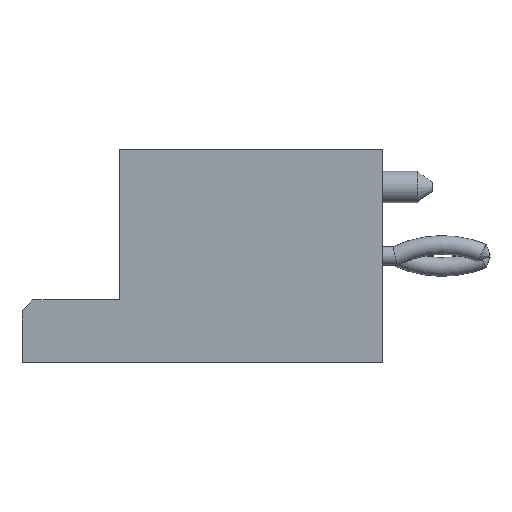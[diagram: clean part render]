
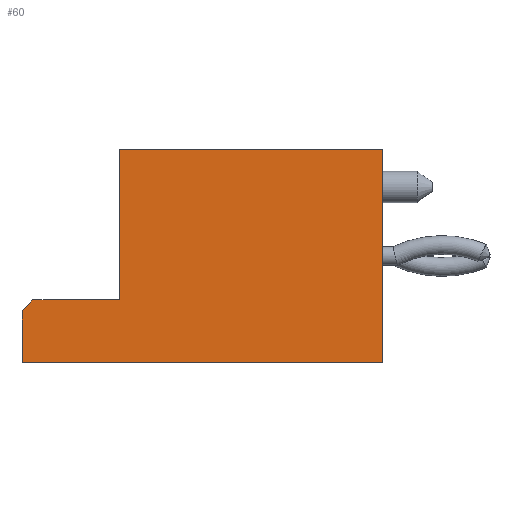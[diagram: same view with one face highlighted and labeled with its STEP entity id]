
A CAD part, left-side view. The second image highlights one B-rep face of the part: STEP entity #60.
In plain terms, the highlighted planar face has unit normal (-1, 0, 0).
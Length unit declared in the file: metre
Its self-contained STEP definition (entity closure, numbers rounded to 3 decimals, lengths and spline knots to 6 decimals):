
#60 = ADVANCED_FACE( '', ( #245 ), #246, .F. );
#245 = FACE_OUTER_BOUND( '', #741, .T. );
#246 = PLANE( '', #742 );
#741 = EDGE_LOOP( '', ( #1390, #1391, #1392, #1393, #1394, #1395, #1396 ) );
#742 = AXIS2_PLACEMENT_3D( '', #1397, #1398, #1399 );
#1390 = ORIENTED_EDGE( '', *, *, #2645, .F. );
#1391 = ORIENTED_EDGE( '', *, *, #2646, .F. );
#1392 = ORIENTED_EDGE( '', *, *, #2647, .F. );
#1393 = ORIENTED_EDGE( '', *, *, #2648, .F. );
#1394 = ORIENTED_EDGE( '', *, *, #2649, .F. );
#1395 = ORIENTED_EDGE( '', *, *, #2650, .F. );
#1396 = ORIENTED_EDGE( '', *, *, #2651, .F. );
#1397 = CARTESIAN_POINT( '', ( -0.0062, 0., 0. ) );
#1398 = DIRECTION( '', ( 1., 0., 0. ) );
#1399 = DIRECTION( '', ( 0., 1., 0. ) );
#2645 = EDGE_CURVE( '', #3108, #3109, #3110, .T. );
#2646 = EDGE_CURVE( '', #3111, #3108, #3112, .T. );
#2647 = EDGE_CURVE( '', #3113, #3111, #3114, .T. );
#2648 = EDGE_CURVE( '', #3115, #3113, #3116, .T. );
#2649 = EDGE_CURVE( '', #3117, #3115, #3118, .T. );
#2650 = EDGE_CURVE( '', #3119, #3117, #3120, .T. );
#2651 = EDGE_CURVE( '', #3109, #3119, #3121, .T. );
#3108 = VERTEX_POINT( '', #4086 );
#3109 = VERTEX_POINT( '', #4087 );
#3110 = LINE( '', #4088, #4089 );
#3111 = VERTEX_POINT( '', #4090 );
#3112 = LINE( '', #4091, #4092 );
#3113 = VERTEX_POINT( '', #4093 );
#3114 = LINE( '', #4094, #4095 );
#3115 = VERTEX_POINT( '', #4096 );
#3116 = LINE( '', #4097, #4098 );
#3117 = VERTEX_POINT( '', #4099 );
#3118 = LINE( '', #4100, #4101 );
#3119 = VERTEX_POINT( '', #4102 );
#3120 = LINE( '', #4103, #4104 );
#3121 = LINE( '', #4105, #4106 );
#4086 = CARTESIAN_POINT( '', ( -0.0062, 0.00265, -0.0014 ) );
#4087 = CARTESIAN_POINT( '', ( -0.0062, 0.00265, 0.0034 ) );
#4088 = CARTESIAN_POINT( '', ( -0.0062, 0.00265, -0.0014 ) );
#4089 = VECTOR( '', #5142, 1. );
#4090 = CARTESIAN_POINT( '', ( -0.0062, 0.0054, -0.0014 ) );
#4091 = CARTESIAN_POINT( '', ( -0.0062, 0.0054, -0.0014 ) );
#4092 = VECTOR( '', #5143, 1. );
#4093 = CARTESIAN_POINT( '', ( -0.0062, 0.00575, -0.00175 ) );
#4094 = CARTESIAN_POINT( '', ( -0.0062, 0.00575, -0.00175 ) );
#4095 = VECTOR( '', #5144, 1. );
#4096 = CARTESIAN_POINT( '', ( -0.0062, 0.00575, -0.0034 ) );
#4097 = CARTESIAN_POINT( '', ( -0.0062, 0.00575, -0.0034 ) );
#4098 = VECTOR( '', #5145, 1. );
#4099 = CARTESIAN_POINT( '', ( -0.0062, -0.00575, -0.0034 ) );
#4100 = CARTESIAN_POINT( '', ( -0.0062, -0.00575, -0.0034 ) );
#4101 = VECTOR( '', #5146, 1. );
#4102 = CARTESIAN_POINT( '', ( -0.0062, -0.00575, 0.0034 ) );
#4103 = CARTESIAN_POINT( '', ( -0.0062, -0.00575, 0.0034 ) );
#4104 = VECTOR( '', #5147, 1. );
#4105 = CARTESIAN_POINT( '', ( -0.0062, 0.00265, 0.0034 ) );
#4106 = VECTOR( '', #5148, 1. );
#5142 = DIRECTION( '', ( 0., 0., 1. ) );
#5143 = DIRECTION( '', ( 0., -1., 0. ) );
#5144 = DIRECTION( '', ( 0., -0.707, 0.707 ) );
#5145 = DIRECTION( '', ( 0., 0., 1. ) );
#5146 = DIRECTION( '', ( 0., 1., 0. ) );
#5147 = DIRECTION( '', ( 0., 0., -1. ) );
#5148 = DIRECTION( '', ( 0., -1., 0. ) );
